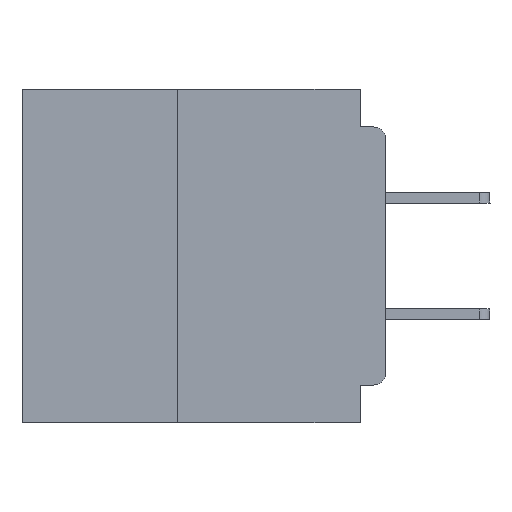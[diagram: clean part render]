
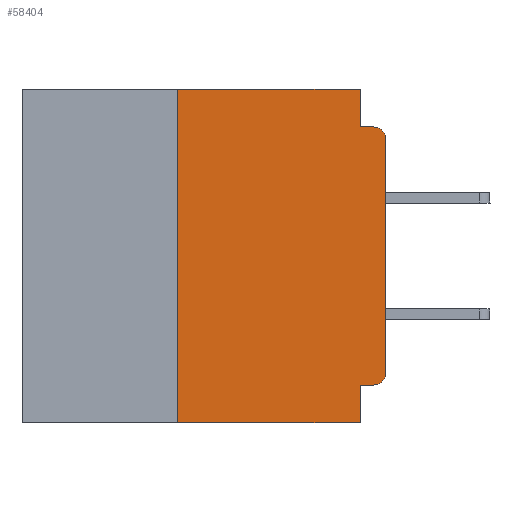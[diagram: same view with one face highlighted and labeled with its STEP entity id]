
A CAD part, left-side view. The second image highlights one B-rep face of the part: STEP entity #58404.
In plain terms, the highlighted planar face has unit normal (-1, 0, 0).
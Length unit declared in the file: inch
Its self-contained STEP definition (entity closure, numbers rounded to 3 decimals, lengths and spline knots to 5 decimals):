
#181 = AXIS2_PLACEMENT_3D ( 'NONE', #58397, #27470, #63552 ) ;
#1578 = FACE_OUTER_BOUND ( 'NONE', #31837, .T. ) ;
#1605 = CARTESIAN_POINT ( 'NONE',  ( 0., 0.015, -0.045 ) ) ;
#2711 = CARTESIAN_POINT ( 'NONE',  ( 0., 0.031, -0.4 ) ) ;
#3086 = CIRCLE ( 'NONE', #181, 0.015 ) ;
#4527 = ORIENTED_EDGE ( 'NONE', *, *, #44153, .T. ) ;
#5781 = PLANE ( 'NONE',  #16017 ) ;
#5868 = ORIENTED_EDGE ( 'NONE', *, *, #18500, .F. ) ;
#6135 = DIRECTION ( 'NONE',  ( 0., 0., 1. ) ) ;
#6168 = VERTEX_POINT ( 'NONE', #25896 ) ;
#6989 = CARTESIAN_POINT ( 'NONE',  ( 0., 0.031, -0.355 ) ) ;
#7749 = VERTEX_POINT ( 'NONE', #2711 ) ;
#9250 = VERTEX_POINT ( 'NONE', #44655 ) ;
#10364 = EDGE_CURVE ( 'NONE', #66493, #36378, #3086, .T. ) ;
#11108 = CARTESIAN_POINT ( 'NONE',  ( 0., 0.437, 0. ) ) ;
#11300 = ORIENTED_EDGE ( 'NONE', *, *, #23447, .F. ) ;
#11390 = LINE ( 'NONE', #25790, #37271 ) ;
#13916 = LINE ( 'NONE', #42911, #52944 ) ;
#15212 = VERTEX_POINT ( 'NONE', #21630 ) ;
#16017 = AXIS2_PLACEMENT_3D ( 'NONE', #11108, #47258, #16320 ) ;
#16320 = DIRECTION ( 'NONE',  ( 0., 0., -1. ) ) ;
#18462 = VECTOR ( 'NONE', #51518, 39.37008 ) ;
#18500 = EDGE_CURVE ( 'NONE', #6168, #37362, #22017, .T. ) ;
#18617 = EDGE_CURVE ( 'NONE', #31095, #36378, #13916, .T. ) ;
#20006 = EDGE_CURVE ( 'NONE', #37362, #31095, #11390, .T. ) ;
#20630 = CARTESIAN_POINT ( 'NONE',  ( 0., 0.437, -0.4 ) ) ;
#20829 = ORIENTED_EDGE ( 'NONE', *, *, #47673, .T. ) ;
#21307 = VECTOR ( 'NONE', #46461, 39.37008 ) ;
#21630 = CARTESIAN_POINT ( 'NONE',  ( 0., 0., -0.34 ) ) ;
#22017 = LINE ( 'NONE', #57273, #39027 ) ;
#22329 = DIRECTION ( 'NONE',  ( 0., -1., 0. ) ) ;
#23447 = EDGE_CURVE ( 'NONE', #9250, #6168, #53662, .T. ) ;
#24729 = DIRECTION ( 'NONE',  ( -1., 0., 0. ) ) ;
#25790 = CARTESIAN_POINT ( 'NONE',  ( 0., 0.031, 0. ) ) ;
#25896 = CARTESIAN_POINT ( 'NONE',  ( 0., 0.25, 0. ) ) ;
#26363 = DIRECTION ( 'NONE',  ( 0., -1., 0. ) ) ;
#27470 = DIRECTION ( 'NONE',  ( -1., 0., 0. ) ) ;
#27877 = LINE ( 'NONE', #59131, #43337 ) ;
#28238 = DIRECTION ( 'NONE',  ( 0., 1., 0. ) ) ;
#30997 = DIRECTION ( 'NONE',  ( 0., 0., -1. ) ) ;
#31095 = VERTEX_POINT ( 'NONE', #43670 ) ;
#31102 = ORIENTED_EDGE ( 'NONE', *, *, #10364, .T. ) ;
#31472 = ORIENTED_EDGE ( 'NONE', *, *, #20006, .F. ) ;
#31837 = EDGE_LOOP ( 'NONE', ( #4527, #31102, #37616, #31472, #5868, #11300, #20829, #54723, #54004, #48263 ) ) ;
#31980 = CARTESIAN_POINT ( 'NONE',  ( 0., 0.25, -0.4 ) ) ;
#32737 = CARTESIAN_POINT ( 'NONE',  ( 0., 0.031, 0. ) ) ;
#35564 = LINE ( 'NONE', #60359, #47624 ) ;
#36378 = VERTEX_POINT ( 'NONE', #1605 ) ;
#37271 = VECTOR ( 'NONE', #30997, 39.37008 ) ;
#37362 = VERTEX_POINT ( 'NONE', #32737 ) ;
#37616 = ORIENTED_EDGE ( 'NONE', *, *, #18617, .F. ) ;
#38116 = EDGE_CURVE ( 'NONE', #38148, #15212, #59381, .T. ) ;
#38148 = VERTEX_POINT ( 'NONE', #40400 ) ;
#38383 = VECTOR ( 'NONE', #6135, 39.37008 ) ;
#39027 = VECTOR ( 'NONE', #26363, 39.37008 ) ;
#40400 = CARTESIAN_POINT ( 'NONE',  ( 0., 0.015, -0.355 ) ) ;
#41340 = CARTESIAN_POINT ( 'NONE',  ( 0., 0., 0. ) ) ;
#42415 = AXIS2_PLACEMENT_3D ( 'NONE', #55627, #24729, #60783 ) ;
#42911 = CARTESIAN_POINT ( 'NONE',  ( 0., 0., -0.045 ) ) ;
#43337 = VECTOR ( 'NONE', #28238, 39.37008 ) ;
#43670 = CARTESIAN_POINT ( 'NONE',  ( 0., 0.031, -0.045 ) ) ;
#44153 = EDGE_CURVE ( 'NONE', #15212, #66493, #62383, .T. ) ;
#44655 = CARTESIAN_POINT ( 'NONE',  ( 0., 0.25, -0.4 ) ) ;
#45124 = DIRECTION ( 'NONE',  ( 0., 0., -1. ) ) ;
#46461 = DIRECTION ( 'NONE',  ( 0., 0., 1. ) ) ;
#47258 = DIRECTION ( 'NONE',  ( 1., 0., 0. ) ) ;
#47624 = VECTOR ( 'NONE', #45124, 39.37008 ) ;
#47673 = EDGE_CURVE ( 'NONE', #9250, #7749, #59558, .T. ) ;
#48263 = ORIENTED_EDGE ( 'NONE', *, *, #38116, .T. ) ;
#51114 = EDGE_CURVE ( 'NONE', #57928, #7749, #35564, .T. ) ;
#51518 = DIRECTION ( 'NONE',  ( 0., -1., 0. ) ) ;
#52944 = VECTOR ( 'NONE', #22329, 39.37008 ) ;
#53176 = EDGE_CURVE ( 'NONE', #38148, #57928, #27877, .T. ) ;
#53662 = LINE ( 'NONE', #31980, #38383 ) ;
#54004 = ORIENTED_EDGE ( 'NONE', *, *, #53176, .F. ) ;
#54723 = ORIENTED_EDGE ( 'NONE', *, *, #51114, .F. ) ;
#55627 = CARTESIAN_POINT ( 'NONE',  ( 0., 0.015, -0.34 ) ) ;
#57273 = CARTESIAN_POINT ( 'NONE',  ( 0., 0.437, 0. ) ) ;
#57272 = CARTESIAN_POINT ( 'NONE',  ( 0., 0., -0.06 ) ) ;
#57928 = VERTEX_POINT ( 'NONE', #6989 ) ;
#58397 = CARTESIAN_POINT ( 'NONE',  ( 0., 0.015, -0.06 ) ) ;
#58404 = ADVANCED_FACE ( 'NONE', ( #1578 ), #5781, .F. ) ;
#59131 = CARTESIAN_POINT ( 'NONE',  ( 0., 0., -0.355 ) ) ;
#59381 = CIRCLE ( 'NONE', #42415, 0.015 ) ;
#59558 = LINE ( 'NONE', #20630, #18462 ) ;
#60359 = CARTESIAN_POINT ( 'NONE',  ( 0., 0.031, -0.4 ) ) ;
#60783 = DIRECTION ( 'NONE',  ( 0., 0., -1. ) ) ;
#62383 = LINE ( 'NONE', #41340, #21307 ) ;
#63552 = DIRECTION ( 'NONE',  ( 0., 0., -1. ) ) ;
#66493 = VERTEX_POINT ( 'NONE', #57272 ) ;
